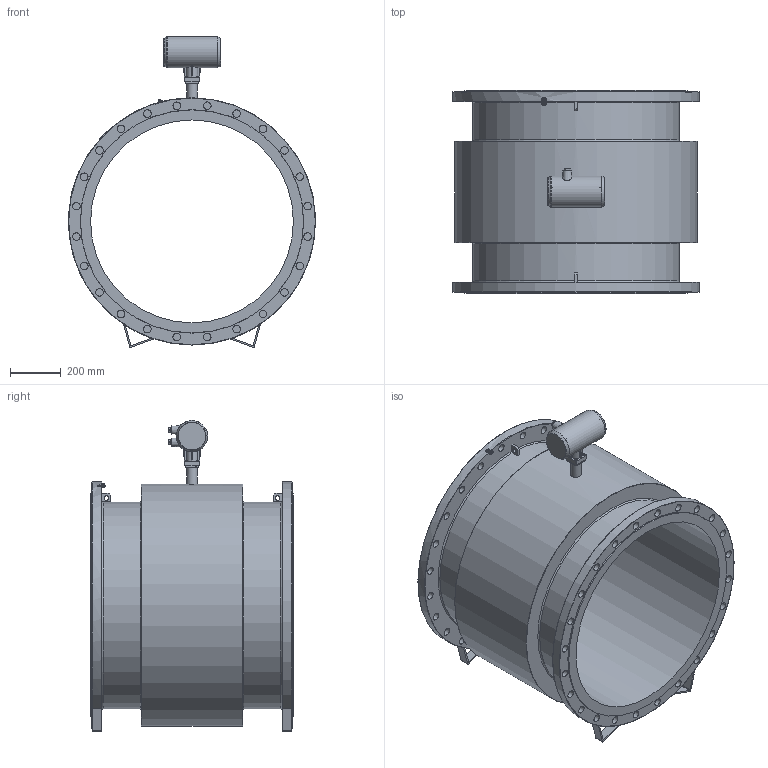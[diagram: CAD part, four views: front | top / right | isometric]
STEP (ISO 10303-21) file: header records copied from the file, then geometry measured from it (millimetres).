
FILE_DESCRIPTION(/* description */ (''),/* implementation_level */ '2;1');
FILE_NAME(/* name */ 'Flowmeter DN800 PN6 Compact.step',/* time_stamp */ '2023-10-05T14:28:07+03:00',/* author */ (''),/* organization */ (''),/* preprocessor_version */ 'ST-DEVELOPER v20',/* originating_system */ 'Autodesk Translation Framework v12.14.0.127',/* authorisation */ '');
FILE_SCHEMA (('AUTOMOTIVE_DESIGN { 1 0 10303 214 3 1 1 }'));
Length unit declared in the file: millimetre
Products named in the file (3): Flowmeter DN800 PN6; Flowmeter v11; A_Compact_version
Assembly tree (2 placements, depth 3):
  Flowmeter DN800 PN6
    Flowmeter v11
      A_Compact_version
Bounding box: 974.3 x 800 x 1226.98 mm (x, y, z)
Volume: 113670246.8 mm3; surface area: 5898761.6 mm2
Topology: 1 solids, 6 shells, 685 faces, 1757 edges, 1133 vertices
Faces by surface type: plane 233, cylinder 190, bspline 157, cone 91, torus 14
Full cylindrical faces by diameter (mm): 3.332 x2, 3.961 x9, 4.234 x4, 5 x11, 5.5 x1, 6.5 x4, 8 x2, 10.394 x1, 12.394 x1, 14 x1, 17 x2, 18 x2, 18.137 x10, 18.631 x12, 29 x1, 30 x48, 42 x2, 72 x1, 110 x2, 113 x2, 123.5 x1, 800 x1, 816 x2, 880 x2, 955 x1
Entity records: 40709 total; most frequent: CARTESIAN_POINT 24939, ORIENTED_EDGE 3514, DIRECTION 2590, EDGE_CURVE 1757, VERTEX_POINT 1133, AXIS2_PLACEMENT_3D 957, EDGE_LOOP 874, FACE_OUTER_BOUND 685
